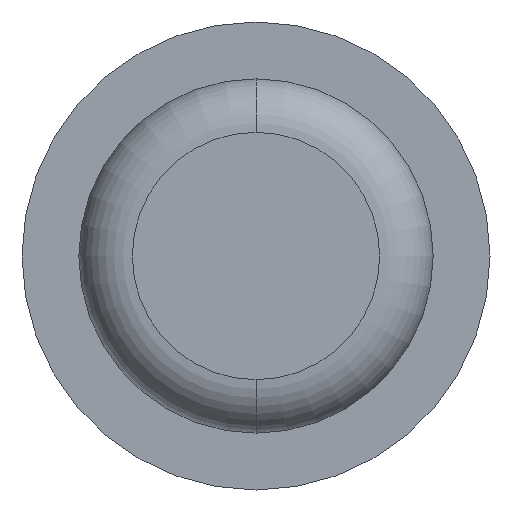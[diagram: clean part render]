
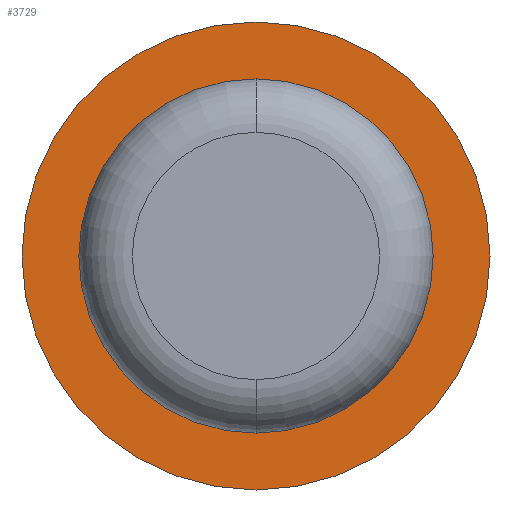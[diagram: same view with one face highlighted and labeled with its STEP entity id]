
A CAD part, front view. The second image highlights one B-rep face of the part: STEP entity #3729.
In plain terms, the highlighted planar face has unit normal (0, -1, 0).
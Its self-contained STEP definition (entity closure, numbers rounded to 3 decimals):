
#28 = EDGE_CURVE ( 'Defeature ausgef�hrt1_1+Defeature ausgef�hrt1_2+Defeature ausgef�hrt1_2+Defeature ausgef�hrt1_2', #759, #1024, #3976, .T. ) ;
#204 = CIRCLE ( 'NONE', #2014, 1.75 ) ;
#469 = CIRCLE ( 'NONE', #4093, 1.75 ) ;
#506 = CARTESIAN_POINT ( 'NONE',  ( 1.325, 7.9, 0. ) ) ;
#522 = DIRECTION ( 'NONE',  ( 0., 0., -1. ) ) ;
#543 = DIRECTION ( 'NONE',  ( 0., 0., -1. ) ) ;
#552 = AXIS2_PLACEMENT_3D ( 'NONE', #3494, #2525, #1494 ) ;
#570 = FACE_BOUND ( 'NONE', #2877, .T. ) ;
#585 = CARTESIAN_POINT ( 'NONE',  ( 0., 7.9, 0. ) ) ;
#759 = VERTEX_POINT ( 'NONE', #2752 ) ;
#799 = PLANE ( 'NONE',  #1938 ) ;
#800 = EDGE_CURVE ( 'Defeature ausgef�hrt1_1+Defeature ausgef�hrt1_2+Defeature ausgef�hrt1_2+Defeature ausgef�hrt1_2', #1024, #759, #4235, .T. ) ;
#1020 = CARTESIAN_POINT ( 'NONE',  ( 0., 7.9, -1.75 ) ) ;
#1024 = VERTEX_POINT ( 'NONE', #3612 ) ;
#1286 = ORIENTED_EDGE ( 'NONE', *, *, #4269, .T. ) ;
#1494 = DIRECTION ( 'NONE',  ( 0., 0., -1. ) ) ;
#1524 = DIRECTION ( 'NONE',  ( 0., -1., 0. ) ) ;
#1847 = DIRECTION ( 'NONE',  ( 0., 0., -1. ) ) ;
#1858 = VERTEX_POINT ( 'NONE', #3885 ) ;
#1938 = AXIS2_PLACEMENT_3D ( 'NONE', #506, #2160, #522 ) ;
#1958 = ORIENTED_EDGE ( 'NONE', *, *, #800, .F. ) ;
#1978 = FACE_OUTER_BOUND ( 'NONE', #2180, .T. ) ;
#2014 = AXIS2_PLACEMENT_3D ( 'NONE', #3890, #3190, #543 ) ;
#2160 = DIRECTION ( 'NONE',  ( 0., -1., 0. ) ) ;
#2180 = EDGE_LOOP ( 'NONE', ( #3379, #1286 ) ) ;
#2525 = DIRECTION ( 'NONE',  ( 0., -1., 0. ) ) ;
#2750 = AXIS2_PLACEMENT_3D ( 'NONE', #3501, #1524, #3846 ) ;
#2752 = CARTESIAN_POINT ( 'NONE',  ( 0., 7.9, 1.325 ) ) ;
#2774 = ORIENTED_EDGE ( 'NONE', *, *, #28, .F. ) ;
#2877 = EDGE_LOOP ( 'NONE', ( #1958, #2774 ) ) ;
#2922 = DIRECTION ( 'NONE',  ( 0., -1., 0. ) ) ;
#3190 = DIRECTION ( 'NONE',  ( 0., -1., 0. ) ) ;
#3269 = VERTEX_POINT ( 'NONE', #1020 ) ;
#3379 = ORIENTED_EDGE ( 'NONE', *, *, #3467, .T. ) ;
#3467 = EDGE_CURVE ( 'Defeature ausgef�hrt1_2+Defeature ausgef�hrt1_3+Defeature ausgef�hrt1_3+Defeature ausgef�hrt1_3', #3269, #1858, #469, .T. ) ;
#3494 = CARTESIAN_POINT ( 'NONE',  ( 0., 7.9, 0. ) ) ;
#3501 = CARTESIAN_POINT ( 'NONE',  ( 0., 7.9, 0. ) ) ;
#3612 = CARTESIAN_POINT ( 'NONE',  ( 0., 7.9, -1.325 ) ) ;
#3729 = ADVANCED_FACE ( 'Defeature ausgef�hrt1_2', ( #1978, #570 ), #799, .T. ) ;
#3846 = DIRECTION ( 'NONE',  ( 0., 0., -1. ) ) ;
#3885 = CARTESIAN_POINT ( 'NONE',  ( 0., 7.9, 1.75 ) ) ;
#3890 = CARTESIAN_POINT ( 'NONE',  ( 0., 7.9, 0. ) ) ;
#3976 = CIRCLE ( 'NONE', #2750, 1.325 ) ;
#4093 = AXIS2_PLACEMENT_3D ( 'NONE', #585, #2922, #1847 ) ;
#4235 = CIRCLE ( 'NONE', #552, 1.325 ) ;
#4269 = EDGE_CURVE ( 'Defeature ausgef�hrt1_2+Defeature ausgef�hrt1_3+Defeature ausgef�hrt1_3+Defeature ausgef�hrt1_3', #1858, #3269, #204, .T. ) ;
